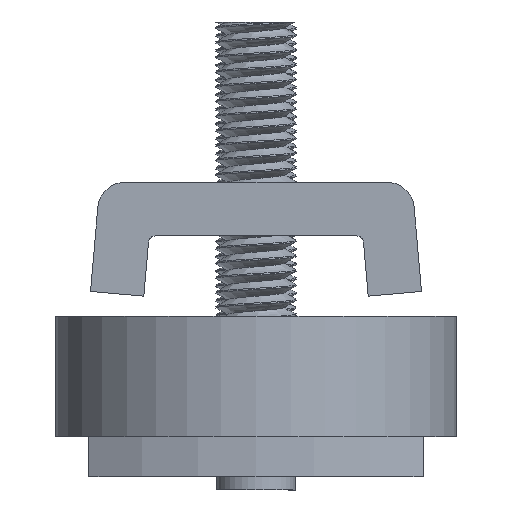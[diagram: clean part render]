
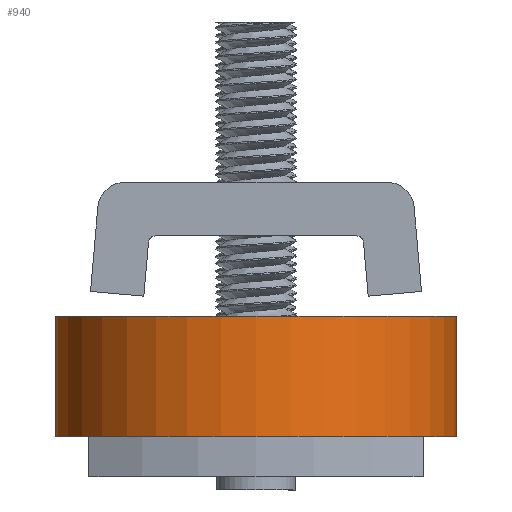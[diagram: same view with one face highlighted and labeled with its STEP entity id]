
A CAD part, left-side view. The second image highlights one B-rep face of the part: STEP entity #940.
In plain terms, the highlighted cylindrical face has radius 15 mm (diameter 30 mm), a full revolution.
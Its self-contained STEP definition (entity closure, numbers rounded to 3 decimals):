
#253=FACE_BOUND('',#371,.T.);
#296=FACE_OUTER_BOUND('',#370,.T.);
#370=EDGE_LOOP('',(#814));
#371=EDGE_LOOP('',(#815));
#430=CIRCLE('',#1107,15.);
#431=CIRCLE('',#1109,15.);
#500=VERTEX_POINT('',#1605);
#501=VERTEX_POINT('',#1608);
#610=EDGE_CURVE('',#500,#500,#430,.T.);
#611=EDGE_CURVE('',#501,#501,#431,.T.);
#814=ORIENTED_EDGE('',*,*,#611,.F.);
#815=ORIENTED_EDGE('',*,*,#610,.T.);
#901=CYLINDRICAL_SURFACE('',#1108,15.);
#940=ADVANCED_FACE('',(#296,#253),#901,.T.);
#1107=AXIS2_PLACEMENT_3D('',#1606,#1337,#1338);
#1108=AXIS2_PLACEMENT_3D('',#1607,#1339,#1340);
#1109=AXIS2_PLACEMENT_3D('',#1609,#1341,#1342);
#1337=DIRECTION('center_axis',(0.,1.,0.));
#1338=DIRECTION('ref_axis',(-1.,0.,0.));
#1339=DIRECTION('center_axis',(0.,1.,0.));
#1340=DIRECTION('ref_axis',(-1.,0.,0.));
#1341=DIRECTION('center_axis',(0.,1.,0.));
#1342=DIRECTION('ref_axis',(-1.,0.,0.));
#1605=CARTESIAN_POINT('',(-23.514,-0.194,0.));
#1606=CARTESIAN_POINT('Origin',(-8.514,-0.194,0.));
#1607=CARTESIAN_POINT('Origin',(-8.514,4.306,0.));
#1608=CARTESIAN_POINT('',(-23.514,8.806,0.));
#1609=CARTESIAN_POINT('Origin',(-8.514,8.806,0.));
